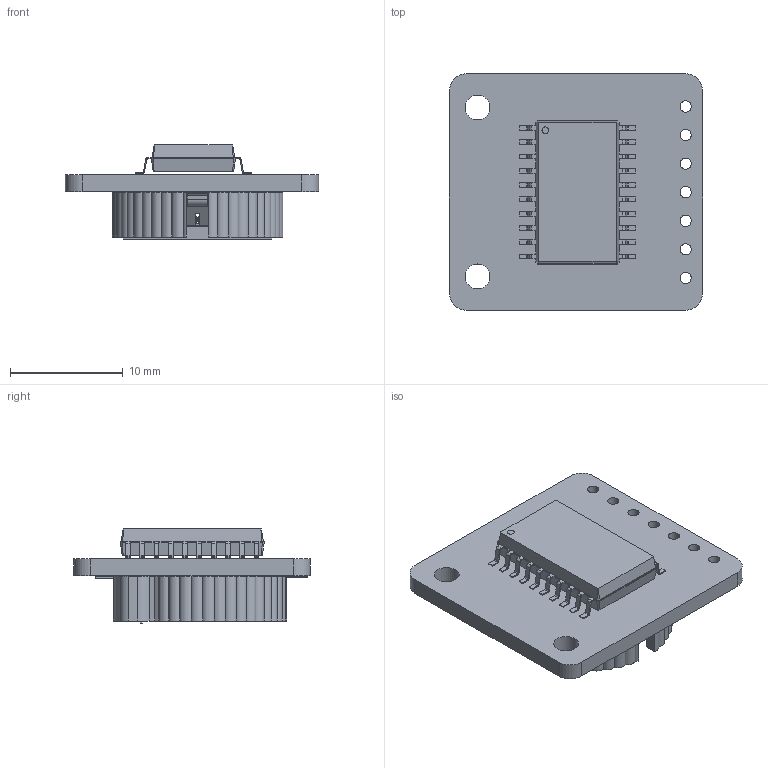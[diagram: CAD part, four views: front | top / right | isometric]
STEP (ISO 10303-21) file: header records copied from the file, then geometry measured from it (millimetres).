
FILE_DESCRIPTION(('KiCad electronic assembly'),'2;1');
FILE_NAME('DS3232.step','2026-01-12T23:57:11',('Pcbnew'),('Kicad'), 'Open CASCADE STEP processor 7.6','KiCad to STEP converter','Unknown' );
FILE_SCHEMA(('AUTOMOTIVE_DESIGN { 1 0 10303 214 1 1 1 1 }'));
Length unit declared in the file: millimetre
Products named in the file (4): DS3232 1; SO-20_12.8x7.5mm_P1.27mm; 1056; DS3232_PCB
Assembly tree (3 placements, depth 2):
  DS3232 1
    SO-20_12.8x7.5mm_P1.27mm
    1056
    DS3232_PCB
Bounding box: 22.5 x 21 x 8.36 mm (x, y, z)
Volume: 1263.1 mm3; surface area: 2453.5 mm2
Topology: 5 solids, 5 shells, 711 faces, 1963 edges, 1263 vertices
Faces by surface type: plane 452, cylinder 233, bspline 24, sphere 2
Full cylindrical faces by diameter (mm): 1 x8, 1.3 x1, 2.2 x2
Entity records: 22649 total; most frequent: CARTESIAN_POINT 4117, ORIENTED_EDGE 3922, DIRECTION 3806, EDGE_CURVE 1961, LINE 1442, VECTOR 1442, VERTEX_POINT 1263, AXIS2_PLACEMENT_3D 1182
